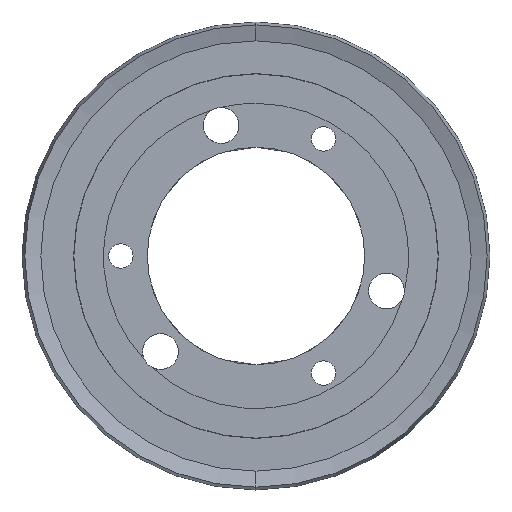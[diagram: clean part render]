
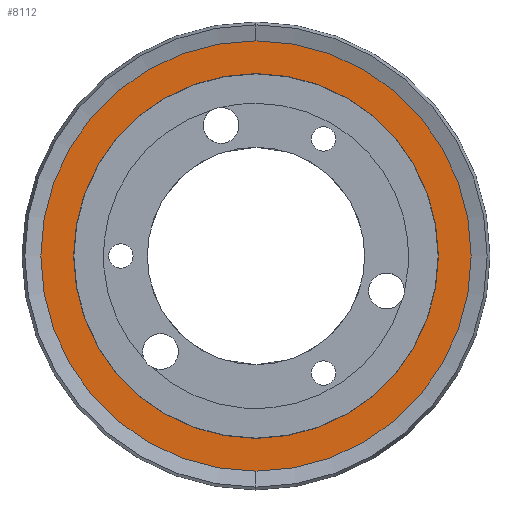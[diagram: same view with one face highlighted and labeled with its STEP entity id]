
A CAD part, left-side view. The second image highlights one B-rep face of the part: STEP entity #8112.
In plain terms, the highlighted planar face has unit normal (-1, 0, 0).
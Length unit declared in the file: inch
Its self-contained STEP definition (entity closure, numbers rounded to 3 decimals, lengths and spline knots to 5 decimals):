
#102 = ORIENTED_EDGE ( 'NONE', *, *, #3700, .F. ) ;
#388 = VERTEX_POINT ( 'NONE', #2415 ) ;
#434 = DIRECTION ( 'NONE',  ( 0., 0., -1. ) ) ;
#660 = DIRECTION ( 'NONE',  ( -1., 0., 0. ) ) ;
#711 = CARTESIAN_POINT ( 'NONE',  ( 0.77223, 1.14377, 2.05845 ) ) ;
#1005 = EDGE_LOOP ( 'NONE', ( #5772, #102 ) ) ;
#1469 = AXIS2_PLACEMENT_3D ( 'NONE', #711, #7205, #5261 ) ;
#1543 = DIRECTION ( 'NONE',  ( 0., 0., -1. ) ) ;
#1597 = CIRCLE ( 'NONE', #6888, 1.32183 ) ;
#1843 = DIRECTION ( 'NONE',  ( 0., 0., -1. ) ) ;
#2023 = DIRECTION ( 'NONE',  ( 0., 0., 1. ) ) ;
#2263 = CIRCLE ( 'NONE', #1469, 1.32183 ) ;
#2314 = CARTESIAN_POINT ( 'NONE',  ( 0.77223, 1.14377, 3.38028 ) ) ;
#2368 = ORIENTED_EDGE ( 'NONE', *, *, #5381, .T. ) ;
#2415 = CARTESIAN_POINT ( 'NONE',  ( 0.77223, 1.14377, 0.73662 ) ) ;
#2805 = DIRECTION ( 'NONE',  ( 1., 0., 0. ) ) ;
#2935 = EDGE_CURVE ( 'NONE', #2948, #4323, #7608, .T. ) ;
#2948 = VERTEX_POINT ( 'NONE', #6335 ) ;
#3006 = DIRECTION ( 'NONE',  ( 1., 0., 0. ) ) ;
#3491 = FACE_OUTER_BOUND ( 'NONE', #1005, .T. ) ;
#3554 = AXIS2_PLACEMENT_3D ( 'NONE', #4386, #3006, #1843 ) ;
#3700 = EDGE_CURVE ( 'NONE', #388, #6779, #1597, .T. ) ;
#3725 = CARTESIAN_POINT ( 'NONE',  ( 0.77223, 1.14377, 2.05845 ) ) ;
#3952 = PLANE ( 'NONE',  #8216 ) ;
#3974 = CARTESIAN_POINT ( 'NONE',  ( 0.77223, 2.4656, 2.05845 ) ) ;
#4280 = AXIS2_PLACEMENT_3D ( 'NONE', #3725, #4357, #434 ) ;
#4323 = VERTEX_POINT ( 'NONE', #7664 ) ;
#4357 = DIRECTION ( 'NONE',  ( 1., 0., 0. ) ) ;
#4386 = CARTESIAN_POINT ( 'NONE',  ( 0.77223, 1.14377, 2.05845 ) ) ;
#4970 = EDGE_CURVE ( 'NONE', #6779, #388, #2263, .T. ) ;
#5261 = DIRECTION ( 'NONE',  ( 0., 0., -1. ) ) ;
#5381 = EDGE_CURVE ( 'NONE', #4323, #2948, #8279, .T. ) ;
#5458 = ORIENTED_EDGE ( 'NONE', *, *, #2935, .T. ) ;
#5551 = FACE_BOUND ( 'NONE', #6434, .T. ) ;
#5772 = ORIENTED_EDGE ( 'NONE', *, *, #4970, .F. ) ;
#6170 = CARTESIAN_POINT ( 'NONE',  ( 0.77223, 1.14377, 2.05845 ) ) ;
#6335 = CARTESIAN_POINT ( 'NONE',  ( 0.77223, 1.14377, 0.93795 ) ) ;
#6434 = EDGE_LOOP ( 'NONE', ( #5458, #2368 ) ) ;
#6779 = VERTEX_POINT ( 'NONE', #2314 ) ;
#6888 = AXIS2_PLACEMENT_3D ( 'NONE', #6170, #2805, #1543 ) ;
#7205 = DIRECTION ( 'NONE',  ( 1., 0., 0. ) ) ;
#7608 = CIRCLE ( 'NONE', #3554, 1.1205 ) ;
#7664 = CARTESIAN_POINT ( 'NONE',  ( 0.77223, 1.14377, 3.17895 ) ) ;
#8112 = ADVANCED_FACE ( 'NONE', ( #5551, #3491 ), #3952, .T. ) ;
#8216 = AXIS2_PLACEMENT_3D ( 'NONE', #3974, #660, #2023 ) ;
#8279 = CIRCLE ( 'NONE', #4280, 1.1205 ) ;
